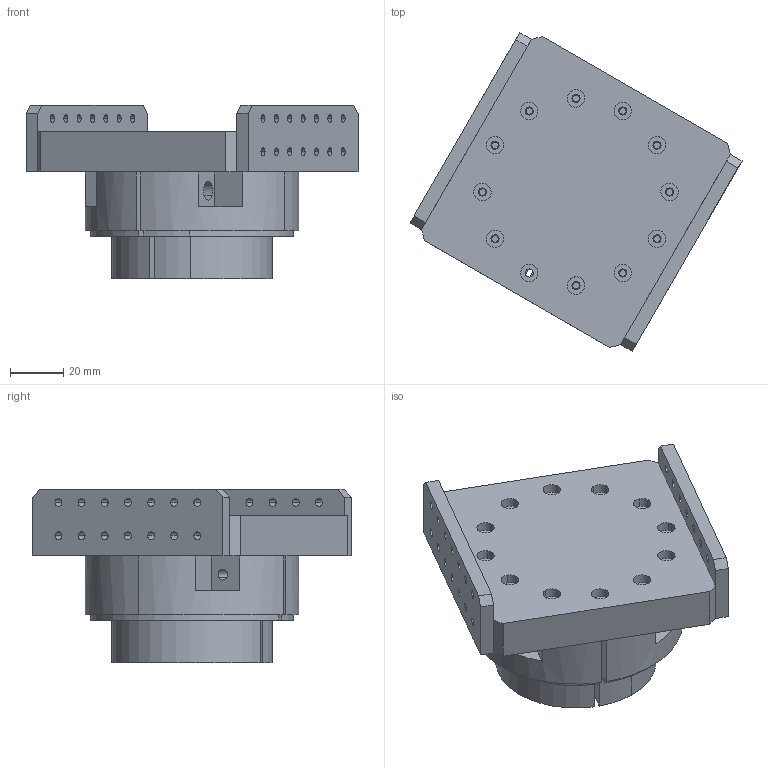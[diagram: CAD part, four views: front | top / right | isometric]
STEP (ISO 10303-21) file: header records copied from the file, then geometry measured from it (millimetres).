
FILE_DESCRIPTION(('CATIA V5 STEP Exchange'),'2;1');
FILE_NAME('Joint1_kulindros_assembly.stp','2020-09-17T08:14:15+00:00',('none'),('none'),'CATIA Version 5 Release 20 GA (IN-10)','CATIA V5 STEP AP203','none');
FILE_SCHEMA(('CONFIG_CONTROL_DESIGN'));
Length unit declared in the file: millimetre
Products named in the file (1): Joint1_kulindros
Assembly tree (4 placements, depth 2):
  Joint1_kulindros
    #58
    #1876
    #5908  x2
Bounding box: 124.24 x 119.19 x 65 mm (x, y, z)
Volume: 281175.2 mm3; surface area: 58159.7 mm2
Topology: 4 solids, 5 shells, 280 faces, 704 edges, 470 vertices
Faces by surface type: cylinder 185, plane 95
Entity records: 7059 total; most frequent: CARTESIAN_POINT 1612, ORIENTED_EDGE 1204, DIRECTION 810, EDGE_CURVE 602, AXIS2_PLACEMENT_3D 428, VERTEX_POINT 402, EDGE_LOOP 340, CIRCLE 296
